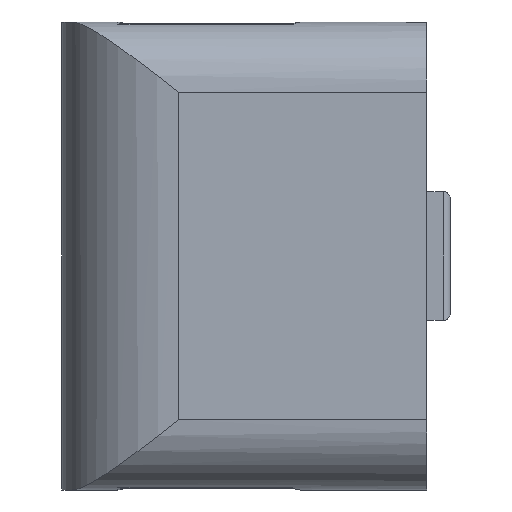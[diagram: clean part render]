
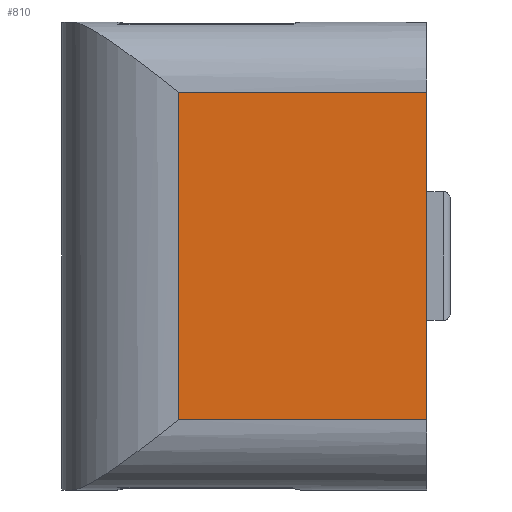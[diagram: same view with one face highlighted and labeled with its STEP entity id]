
A CAD part, left-side view. The second image highlights one B-rep face of the part: STEP entity #810.
In plain terms, the highlighted planar face has unit normal (-1, 0, 0).
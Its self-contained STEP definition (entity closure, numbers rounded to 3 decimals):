
#41=PLANE('',#915);
#47=LINE('',#1217,#108);
#75=LINE('',#1429,#136);
#81=LINE('',#1491,#142);
#88=LINE('',#1507,#149);
#108=VECTOR('',#943,10.);
#136=VECTOR('',#1041,10.);
#142=VECTOR('',#1063,10.);
#149=VECTOR('',#1078,10.);
#228=FACE_OUTER_BOUND('',#278,.T.);
#278=EDGE_LOOP('',(#755,#756,#757,#758));
#343=VERTEX_POINT('',#1203);
#344=VERTEX_POINT('',#1216);
#388=VERTEX_POINT('',#1426);
#389=VERTEX_POINT('',#1428);
#422=EDGE_CURVE('',#343,#344,#47,.T.);
#481=EDGE_CURVE('',#388,#389,#75,.T.);
#492=EDGE_CURVE('',#388,#344,#81,.T.);
#500=EDGE_CURVE('',#389,#343,#88,.T.);
#755=ORIENTED_EDGE('',*,*,#481,.F.);
#756=ORIENTED_EDGE('',*,*,#492,.T.);
#757=ORIENTED_EDGE('',*,*,#422,.F.);
#758=ORIENTED_EDGE('',*,*,#500,.F.);
#810=ADVANCED_FACE('',(#228),#41,.T.);
#915=AXIS2_PLACEMENT_3D('',#1563,#1146,#1147);
#943=DIRECTION('',(0.,-1.,0.));
#1041=DIRECTION('',(0.,1.,0.));
#1063=DIRECTION('',(0.,0.,1.));
#1078=DIRECTION('',(0.,0.,1.));
#1146=DIRECTION('center_axis',(-1.,0.,0.));
#1147=DIRECTION('ref_axis',(0.,-1.,0.));
#1203=CARTESIAN_POINT('',(-33.,2.8,17.));
#1216=CARTESIAN_POINT('',(-33.,-7.8,17.));
#1217=CARTESIAN_POINT('',(-33.,3.9,17.));
#1426=CARTESIAN_POINT('',(-33.,-7.8,3.));
#1428=CARTESIAN_POINT('',(-33.,2.8,3.));
#1429=CARTESIAN_POINT('',(-33.,3.9,3.));
#1491=CARTESIAN_POINT('',(-33.,-7.8,0.));
#1507=CARTESIAN_POINT('',(-33.,2.8,0.));
#1563=CARTESIAN_POINT('Origin',(-33.,7.8,0.));
